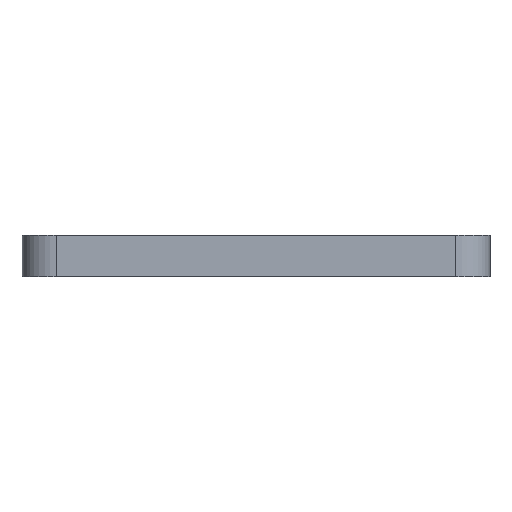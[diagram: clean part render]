
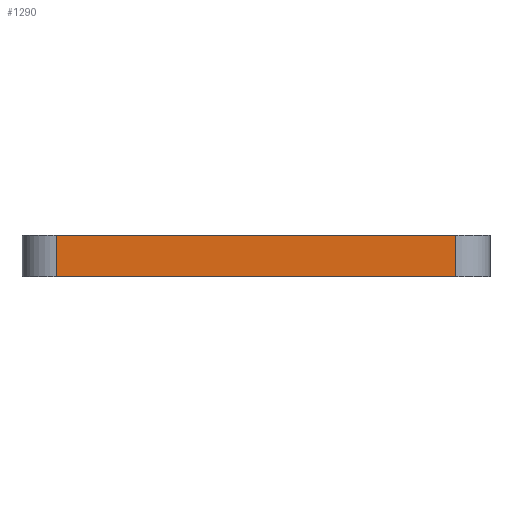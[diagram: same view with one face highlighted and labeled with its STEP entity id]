
A CAD part, front view. The second image highlights one B-rep face of the part: STEP entity #1290.
In plain terms, the highlighted planar face has unit normal (0, -1, 0).
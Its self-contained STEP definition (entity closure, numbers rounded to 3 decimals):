
#18 = VERTEX_POINT ( 'NONE', #84 ) ;
#54 = VERTEX_POINT ( 'NONE', #125 ) ;
#60 = VERTEX_POINT ( 'NONE', #131 ) ;
#65 = VERTEX_POINT ( 'NONE', #136 ) ;
#84 = CARTESIAN_POINT ( 'NONE',  ( 315., 0., 30. ) ) ;
#125 = CARTESIAN_POINT ( 'NONE',  ( 25., 0., 30. ) ) ;
#131 = CARTESIAN_POINT ( 'NONE',  ( 315., 0., 0. ) ) ;
#136 = CARTESIAN_POINT ( 'NONE',  ( 25., 0., 0. ) ) ;
#149 = CARTESIAN_POINT ( 'NONE',  ( 0., 0., 0. ) ) ;
#150 = DIRECTION ( 'NONE',  ( 1., 0., 0. ) ) ;
#243 = CARTESIAN_POINT ( 'NONE',  ( 0., 0., 30. ) ) ;
#244 = DIRECTION ( 'NONE',  ( 1., 0., 0. ) ) ;
#300 = CARTESIAN_POINT ( 'NONE',  ( 315., 0., 30. ) ) ;
#315 = DIRECTION ( 'NONE',  ( 0., 0., 1. ) ) ;
#316 = CARTESIAN_POINT ( 'NONE',  ( 25., 0., 30. ) ) ;
#317 = DIRECTION ( 'NONE',  ( 0., 0., -1. ) ) ;
#525 = CARTESIAN_POINT ( 'NONE',  ( 0., 0., 30. ) ) ;
#526 = PLANE ( 'NONE',  #1319 ) ;
#528 = DIRECTION ( 'NONE',  ( 0., 1., 0. ) ) ;
#529 = DIRECTION ( 'NONE',  ( 0., 0., 1. ) ) ;
#566 = EDGE_CURVE ( 'NONE', #65, #60, #863, .T. ) ;
#610 = EDGE_CURVE ( 'NONE', #54, #18, #1143, .T. ) ;
#638 = EDGE_CURVE ( 'NONE', #60, #18, #1092, .T. ) ;
#639 = EDGE_CURVE ( 'NONE', #54, #65, #1090, .T. ) ;
#748 = ORIENTED_EDGE ( 'NONE', *, *, #638, .T. ) ;
#776 = EDGE_LOOP ( 'NONE', ( #1228, #748, #1111, #1240 ) ) ;
#812 = FACE_OUTER_BOUND ( 'NONE', #776, .T. ) ;
#863 = LINE ( 'NONE', #149, #1197 ) ;
#1089 = VECTOR ( 'NONE', #317, 1000. ) ;
#1090 = LINE ( 'NONE', #316, #1089 ) ;
#1092 = LINE ( 'NONE', #300, #1101 ) ;
#1101 = VECTOR ( 'NONE', #315, 1000. ) ;
#1111 = ORIENTED_EDGE ( 'NONE', *, *, #610, .F. ) ;
#1132 = VECTOR ( 'NONE', #244, 1000. ) ;
#1143 = LINE ( 'NONE', #243, #1132 ) ;
#1197 = VECTOR ( 'NONE', #150, 1000. ) ;
#1228 = ORIENTED_EDGE ( 'NONE', *, *, #566, .T. ) ;
#1240 = ORIENTED_EDGE ( 'NONE', *, *, #639, .T. ) ;
#1290 = ADVANCED_FACE ( 'NONE', ( #812 ), #526, .F. ) ;
#1319 = AXIS2_PLACEMENT_3D ( 'NONE', #525, #528, #529 ) ;
